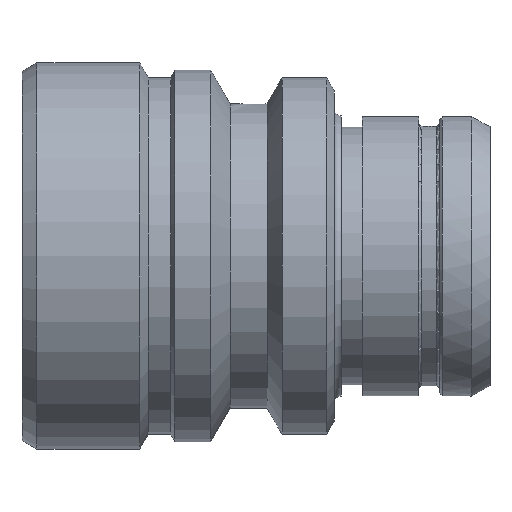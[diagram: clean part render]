
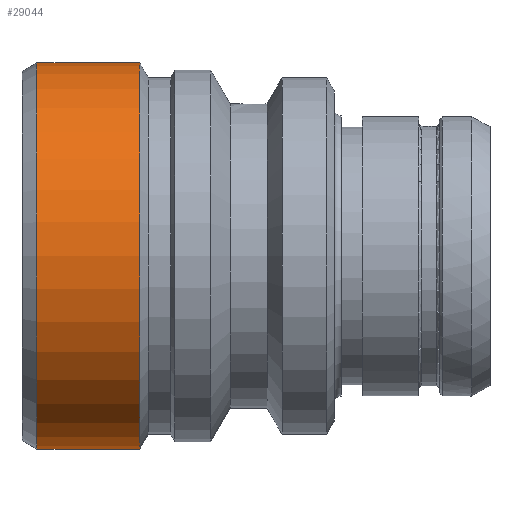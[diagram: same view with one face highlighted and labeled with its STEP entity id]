
A CAD part, top view. The second image highlights one B-rep face of the part: STEP entity #29044.
In plain terms, the highlighted cylindrical face has radius 13 mm (diameter 26 mm), a partial arc.
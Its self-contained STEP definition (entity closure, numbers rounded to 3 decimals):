
#327=CARTESIAN_POINT('',(-20.,0.,0.));
#328=DIRECTION('',(1.,0.,0.));
#329=DIRECTION('',(0.,1.,0.));
#330=AXIS2_PLACEMENT_3D('',#327,#328,#329);
#332=CARTESIAN_POINT('',(-13.077,0.,0.));
#333=DIRECTION('',(1.,0.,0.));
#334=DIRECTION('',(0.,1.,0.));
#335=AXIS2_PLACEMENT_3D('',#332,#333,#334);
#337=DIRECTION('',(-1.,0.,0.));
#338=VECTOR('',#337,6.923);
#339=CARTESIAN_POINT('',(-13.077,13.,0.));
#340=LINE('2237',#339,#338);
#341=DIRECTION('',(-1.,0.,0.));
#342=VECTOR('',#341,6.923);
#343=CARTESIAN_POINT('',(-13.077,-13.,0.));
#344=LINE('2253',#343,#342);
#23137=CARTESIAN_POINT('',(-13.077,13.,0.));
#23138=VERTEX_POINT('',#23137);
#23139=CARTESIAN_POINT('',(-20.,13.,0.));
#23140=VERTEX_POINT('',#23139);
#23177=CARTESIAN_POINT('',(-13.077,-13.,0.));
#23178=VERTEX_POINT('',#23177);
#23179=CARTESIAN_POINT('',(-20.,-13.,0.));
#23180=VERTEX_POINT('',#23179);
#29030=CARTESIAN_POINT('',(-22.575,0.,0.));
#29031=DIRECTION('',(1.,0.,0.));
#29032=DIRECTION('',(0.,-1.,0.));
#29033=AXIS2_PLACEMENT_3D('',#29030,#29031,#29032);
#29034=CYLINDRICAL_SURFACE('277',#29033,13.);
#29036=ORIENTED_EDGE('2237',*,*,#29035,.F.);
#29038=ORIENTED_EDGE('2272',*,*,#29037,.T.);
#29040=ORIENTED_EDGE('2253',*,*,#29039,.T.);
#29041=ORIENTED_EDGE('2273',*,*,#29016,.F.);
#29042=EDGE_LOOP('277',(#29036,#29038,#29040,#29041));
#29043=FACE_OUTER_BOUND('277',#29042,.F.);
#331=CIRCLE('2273',#330,13.);
#336=CIRCLE('2272',#335,13.);
#29016=EDGE_CURVE('2273',#23140,#23180,#331,.T.);
#29035=EDGE_CURVE('2237',#23138,#23140,#340,.T.);
#29037=EDGE_CURVE('2272',#23138,#23178,#336,.T.);
#29039=EDGE_CURVE('2253',#23178,#23180,#344,.T.);
#29044=ADVANCED_FACE('277',(#29043),#29034,.T.);
